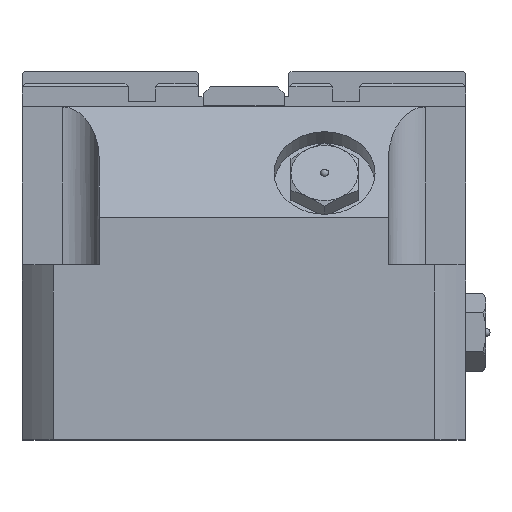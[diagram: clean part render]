
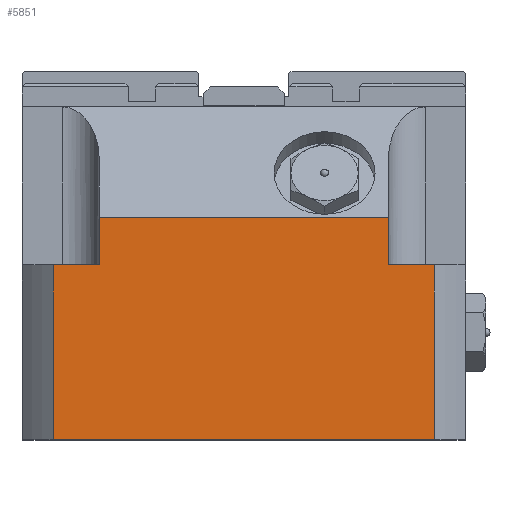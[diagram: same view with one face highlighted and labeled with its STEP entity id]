
A CAD part, top view. The second image highlights one B-rep face of the part: STEP entity #5851.
In plain terms, the highlighted planar face has unit normal (0, 0, 1).
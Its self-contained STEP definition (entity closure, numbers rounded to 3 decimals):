
#116=PLANE('',#6451);
#470=LINE('',#9414,#991);
#472=LINE('',#9424,#993);
#479=LINE('',#9441,#1000);
#502=LINE('',#9498,#1023);
#503=LINE('',#9500,#1024);
#504=LINE('',#9502,#1025);
#505=LINE('',#9503,#1026);
#506=LINE('',#9504,#1027);
#991=VECTOR('',#7390,1000.);
#993=VECTOR('',#7400,1000.);
#1000=VECTOR('',#7415,1000.);
#1023=VECTOR('',#7454,1000.);
#1024=VECTOR('',#7455,1000.);
#1025=VECTOR('',#7456,1000.);
#1026=VECTOR('',#7457,1000.);
#1027=VECTOR('',#7458,1000.);
#1655=FACE_OUTER_BOUND('',#2000,.T.);
#2000=EDGE_LOOP('',(#4532,#4533,#4534,#4535,#4536,#4537,#4538,#4539));
#2770=VERTEX_POINT('',#9411);
#2771=VERTEX_POINT('',#9413);
#2773=VERTEX_POINT('',#9418);
#2775=VERTEX_POINT('',#9422);
#2806=VERTEX_POINT('',#9496);
#2807=VERTEX_POINT('',#9497);
#2808=VERTEX_POINT('',#9499);
#2809=VERTEX_POINT('',#9501);
#3438=EDGE_CURVE('',#2770,#2771,#470,.T.);
#3443=EDGE_CURVE('',#2773,#2775,#472,.T.);
#3452=EDGE_CURVE('',#2775,#2771,#479,.T.);
#3481=EDGE_CURVE('',#2806,#2807,#502,.T.);
#3482=EDGE_CURVE('',#2808,#2807,#503,.T.);
#3483=EDGE_CURVE('',#2809,#2808,#504,.T.);
#3484=EDGE_CURVE('',#2773,#2809,#505,.T.);
#3485=EDGE_CURVE('',#2806,#2770,#506,.T.);
#4532=ORIENTED_EDGE('',*,*,#3481,.T.);
#4533=ORIENTED_EDGE('',*,*,#3482,.F.);
#4534=ORIENTED_EDGE('',*,*,#3483,.F.);
#4535=ORIENTED_EDGE('',*,*,#3484,.F.);
#4536=ORIENTED_EDGE('',*,*,#3443,.T.);
#4537=ORIENTED_EDGE('',*,*,#3452,.T.);
#4538=ORIENTED_EDGE('',*,*,#3438,.F.);
#4539=ORIENTED_EDGE('',*,*,#3485,.F.);
#5851=ADVANCED_FACE('',(#1655),#116,.F.);
#6451=AXIS2_PLACEMENT_3D('',#9495,#7452,#7453);
#7390=DIRECTION('',(0.,-1.,0.));
#7400=DIRECTION('',(0.,-1.,0.));
#7415=DIRECTION('',(1.,0.,0.));
#7452=DIRECTION('center_axis',(0.,0.,-1.));
#7453=DIRECTION('ref_axis',(-1.,0.,0.));
#7454=DIRECTION('',(0.,1.,0.));
#7455=DIRECTION('',(1.,0.,0.));
#7456=DIRECTION('',(0.,1.,0.));
#7457=DIRECTION('',(1.,0.,0.));
#7458=DIRECTION('',(1.,0.,0.));
#9411=CARTESIAN_POINT('',(28.342,26.,33.));
#9413=CARTESIAN_POINT('',(28.342,0.,33.));
#9414=CARTESIAN_POINT('',(28.342,49.5,33.));
#9418=CARTESIAN_POINT('',(-28.342,26.,33.));
#9422=CARTESIAN_POINT('',(-28.342,0.,33.));
#9424=CARTESIAN_POINT('',(-28.342,49.5,33.));
#9441=CARTESIAN_POINT('',(-28.342,0.,33.));
#9495=CARTESIAN_POINT('Origin',(-28.342,49.5,33.));
#9496=CARTESIAN_POINT('',(21.5,26.,33.));
#9497=CARTESIAN_POINT('',(21.5,33.076,33.));
#9498=CARTESIAN_POINT('',(21.5,26.,33.));
#9499=CARTESIAN_POINT('',(-21.5,33.076,33.));
#9500=CARTESIAN_POINT('',(-33.,33.076,33.));
#9501=CARTESIAN_POINT('',(-21.5,26.,33.));
#9502=CARTESIAN_POINT('',(-21.5,26.,33.));
#9503=CARTESIAN_POINT('',(-33.,26.,33.));
#9504=CARTESIAN_POINT('',(33.,26.,33.));
